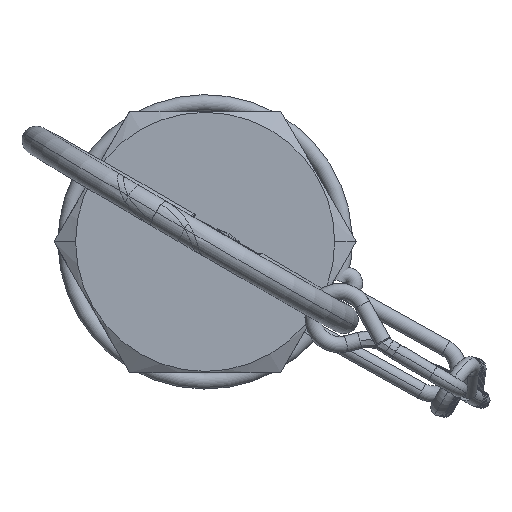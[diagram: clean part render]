
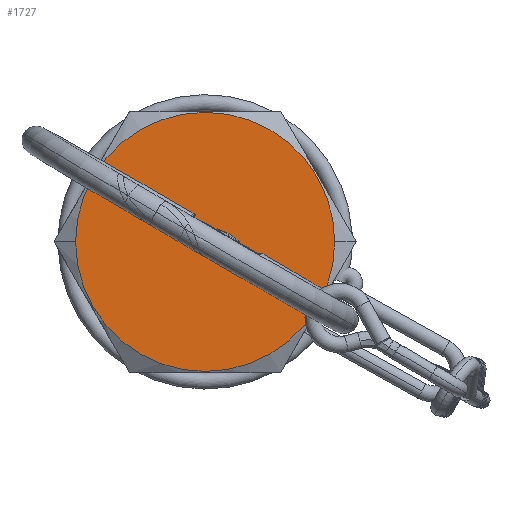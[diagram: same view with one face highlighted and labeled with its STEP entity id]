
A CAD part, left-side view. The second image highlights one B-rep face of the part: STEP entity #1727.
In plain terms, the highlighted planar face has unit normal (-1, 0, 0).
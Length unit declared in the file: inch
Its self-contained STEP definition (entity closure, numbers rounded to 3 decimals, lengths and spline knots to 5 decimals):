
#930 = CARTESIAN_POINT ( 'NONE',  ( -0.54, 0., 0. ) ) ;
#1658 = EDGE_LOOP ( 'NONE', ( #8064, #1728 ) ) ;
#1727 = ADVANCED_FACE ( 'NONE', ( #5999 ), #3973, .T. ) ;
#1728 = ORIENTED_EDGE ( 'NONE', *, *, #3713, .F. ) ;
#2153 = VERTEX_POINT ( 'NONE', #9317 ) ;
#2691 = CIRCLE ( 'NONE', #4928, 0.495 ) ;
#3008 = EDGE_CURVE ( 'NONE', #6435, #2153, #2691, .T. ) ;
#3112 = DIRECTION ( 'NONE',  ( -1., 0., 0. ) ) ;
#3267 = CARTESIAN_POINT ( 'NONE',  ( -0.54, 0., 0. ) ) ;
#3289 = AXIS2_PLACEMENT_3D ( 'NONE', #930, #3112, #6197 ) ;
#3713 = EDGE_CURVE ( 'NONE', #2153, #6435, #9144, .T. ) ;
#3973 = PLANE ( 'NONE',  #3289 ) ;
#4805 = DIRECTION ( 'NONE',  ( 1., 0., 0. ) ) ;
#4928 = AXIS2_PLACEMENT_3D ( 'NONE', #7913, #9364, #5683 ) ;
#5683 = DIRECTION ( 'NONE',  ( 0., 1., 0. ) ) ;
#5993 = CARTESIAN_POINT ( 'NONE',  ( -0.54, 0.495, 0. ) ) ;
#5999 = FACE_OUTER_BOUND ( 'NONE', #1658, .T. ) ;
#6189 = DIRECTION ( 'NONE',  ( 0., 1., 0. ) ) ;
#6197 = DIRECTION ( 'NONE',  ( 0., -1., 0. ) ) ;
#6435 = VERTEX_POINT ( 'NONE', #5993 ) ;
#7711 = AXIS2_PLACEMENT_3D ( 'NONE', #3267, #4805, #6189 ) ;
#7913 = CARTESIAN_POINT ( 'NONE',  ( -0.54, 0., 0. ) ) ;
#8064 = ORIENTED_EDGE ( 'NONE', *, *, #3008, .F. ) ;
#9144 = CIRCLE ( 'NONE', #7711, 0.495 ) ;
#9317 = CARTESIAN_POINT ( 'NONE',  ( -0.54, -0.495, 0. ) ) ;
#9364 = DIRECTION ( 'NONE',  ( 1., 0., 0. ) ) ;
